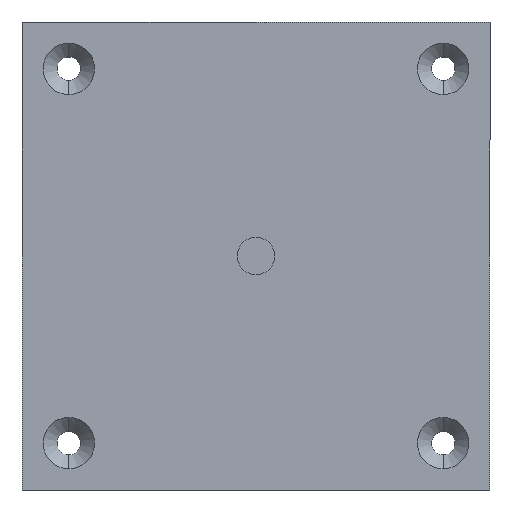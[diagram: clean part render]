
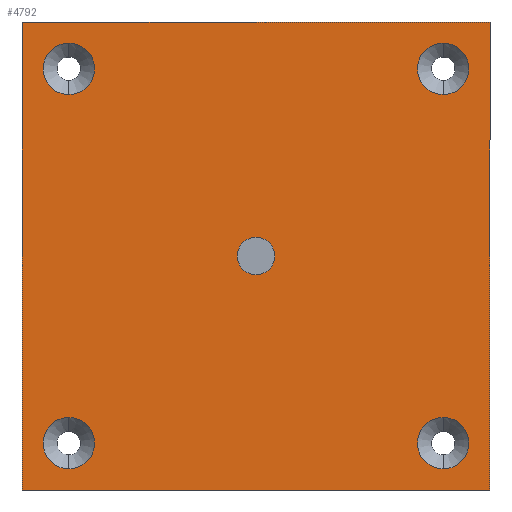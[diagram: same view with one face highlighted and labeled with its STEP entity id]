
A CAD part, front view. The second image highlights one B-rep face of the part: STEP entity #4792.
In plain terms, the highlighted planar face has unit normal (0, -1, 0).
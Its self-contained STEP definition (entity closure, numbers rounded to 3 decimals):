
#16543 = CIRCLE ( 'NONE', #16544, 5.5 ) ;
#16544 = AXIS2_PLACEMENT_3D ( 'NONE', #16545, #16546, #16547 ) ;
#16545 = CARTESIAN_POINT ( 'NONE',  ( -40., 0., -40. ) ) ;
#16546 = DIRECTION ( 'NONE',  ( 0., 1., 0. ) ) ;
#16547 = DIRECTION ( 'NONE',  ( 0., 0., 1. ) ) ;
#229 = VERTEX_POINT ( 'NONE', #7112 ) ;
#16676 = EDGE_CURVE ( 'NONE', #16907, #17153, #4026, .T. ) ;
#16781 = EDGE_CURVE ( 'NONE', #15101, #16312, #4120, .T. ) ;
#16794 = LINE ( 'NONE', #16795, #16796 ) ;
#16795 = CARTESIAN_POINT ( 'NONE',  ( -50., 0., -50. ) ) ;
#16796 = VECTOR ( 'NONE', #16797, 1000. ) ;
#16797 = DIRECTION ( 'NONE',  ( -1., 0., 0. ) ) ;
#16802 = EDGE_CURVE ( 'NONE', #6243, #10882, #4125, .T. ) ;
#16907 = VERTEX_POINT ( 'NONE', #4272 ) ;
#16911 = VERTEX_POINT ( 'NONE', #4279 ) ;
#542 = ORIENTED_EDGE ( 'NONE', *, *, #9982, .T. ) ;
#16958 = ORIENTED_EDGE ( 'NONE', *, *, #2591, .T. ) ;
#768 = EDGE_CURVE ( 'NONE', #229, #1022, #7595, .T. ) ;
#17153 = VERTEX_POINT ( 'NONE', #4479 ) ;
#885 = ORIENTED_EDGE ( 'NONE', *, *, #17659, .T. ) ;
#17332 = ORIENTED_EDGE ( 'NONE', *, *, #14994, .T. ) ;
#17350 = VERTEX_POINT ( 'NONE', #4680 ) ;
#1022 = VERTEX_POINT ( 'NONE', #7811 ) ;
#17659 = EDGE_CURVE ( 'NONE', #16911, #1422, #5067, .T. ) ;
#17660 = ORIENTED_EDGE ( 'NONE', *, *, #4086, .T. ) ;
#1422 = VERTEX_POINT ( 'NONE', #8357 ) ;
#17919 = CIRCLE ( 'NONE', #17920, 5.5 ) ;
#17920 = AXIS2_PLACEMENT_3D ( 'NONE', #17921, #17922, #17923 ) ;
#17921 = CARTESIAN_POINT ( 'NONE',  ( 40., 0., 40. ) ) ;
#17922 = DIRECTION ( 'NONE',  ( 0., 1., 0. ) ) ;
#17923 = DIRECTION ( 'NONE',  ( 0., 0., 1. ) ) ;
#18458 = CARTESIAN_POINT ( 'NONE',  ( 0., 0., -4. ) ) ;
#18500 = EDGE_CURVE ( 'NONE', #17153, #229, #5899, .T. ) ;
#2480 = CIRCLE ( 'NONE', #2481, 5.5 ) ;
#2481 = AXIS2_PLACEMENT_3D ( 'NONE', #2482, #2483, #2493 ) ;
#2482 = CARTESIAN_POINT ( 'NONE',  ( 40., 0., -40. ) ) ;
#2483 = DIRECTION ( 'NONE',  ( 0., 1., 0. ) ) ;
#2493 = DIRECTION ( 'NONE',  ( 0., 0., 1. ) ) ;
#2573 = ORIENTED_EDGE ( 'NONE', *, *, #18500, .F. ) ;
#2591 = EDGE_CURVE ( 'NONE', #5994, #6074, #9691, .T. ) ;
#2900 = CIRCLE ( 'NONE', #2901, 5.5 ) ;
#2901 = AXIS2_PLACEMENT_3D ( 'NONE', #2902, #2903, #2904 ) ;
#2902 = CARTESIAN_POINT ( 'NONE',  ( -40., 0., -40. ) ) ;
#2903 = DIRECTION ( 'NONE',  ( 0., 1., 0. ) ) ;
#2904 = DIRECTION ( 'NONE',  ( 0., 0., 1. ) ) ;
#2966 = CARTESIAN_POINT ( 'NONE',  ( -40., 0., 45.5 ) ) ;
#3448 = CARTESIAN_POINT ( 'NONE',  ( -40., 0., -45.5 ) ) ;
#3845 = CARTESIAN_POINT ( 'NONE',  ( -40., 0., 34.5 ) ) ;
#4026 = LINE ( 'NONE', #4027, #4028 ) ;
#4027 = CARTESIAN_POINT ( 'NONE',  ( -50., 0., -50. ) ) ;
#4028 = VECTOR ( 'NONE', #4029, 1000. ) ;
#4029 = DIRECTION ( 'NONE',  ( 0., 0., 1. ) ) ;
#4086 = EDGE_CURVE ( 'NONE', #16312, #15101, #11545, .T. ) ;
#4120 = CIRCLE ( 'NONE', #4121, 5.5 ) ;
#4121 = AXIS2_PLACEMENT_3D ( 'NONE', #4122, #4123, #4124 ) ;
#4122 = CARTESIAN_POINT ( 'NONE',  ( -40., 0., 40. ) ) ;
#4123 = DIRECTION ( 'NONE',  ( 0., 1., 0. ) ) ;
#4124 = DIRECTION ( 'NONE',  ( 0., 0., 1. ) ) ;
#4125 = CIRCLE ( 'NONE', #4126, 4. ) ;
#4126 = AXIS2_PLACEMENT_3D ( 'NONE', #4127, #4128, #4129 ) ;
#4127 = CARTESIAN_POINT ( 'NONE',  ( 0., 0., 0. ) ) ;
#4128 = DIRECTION ( 'NONE',  ( 0., -1., 0. ) ) ;
#4129 = DIRECTION ( 'NONE',  ( 0., 0., -1. ) ) ;
#4272 = CARTESIAN_POINT ( 'NONE',  ( -50., 0., -50. ) ) ;
#4279 = CARTESIAN_POINT ( 'NONE',  ( 40., 0., 45.5 ) ) ;
#4479 = CARTESIAN_POINT ( 'NONE',  ( -50., 0., 50. ) ) ;
#4569 = EDGE_LOOP ( 'NONE', ( #6744, #16958 ) ) ;
#4680 = CARTESIAN_POINT ( 'NONE',  ( -40., 0., -34.5 ) ) ;
#4792 = ADVANCED_FACE ( 'NONE', ( #12409, #12410, #12411, #12412, #12413, #12414 ), #12436, .F. ) ;
#5067 = CIRCLE ( 'NONE', #5068, 5.5 ) ;
#5068 = AXIS2_PLACEMENT_3D ( 'NONE', #5069, #5070, #5071 ) ;
#5069 = CARTESIAN_POINT ( 'NONE',  ( 40., 0., 40. ) ) ;
#5070 = DIRECTION ( 'NONE',  ( 0., 1., 0. ) ) ;
#5071 = DIRECTION ( 'NONE',  ( 0., 0., 1. ) ) ;
#5899 = LINE ( 'NONE', #5900, #5901 ) ;
#5900 = CARTESIAN_POINT ( 'NONE',  ( -50., 0., 50. ) ) ;
#5901 = VECTOR ( 'NONE', #5902, 1000. ) ;
#5902 = DIRECTION ( 'NONE',  ( 1., 0., 0. ) ) ;
#5994 = VERTEX_POINT ( 'NONE', #13496 ) ;
#6032 = ORIENTED_EDGE ( 'NONE', *, *, #6818, .F. ) ;
#6074 = VERTEX_POINT ( 'NONE', #13719 ) ;
#6122 = ORIENTED_EDGE ( 'NONE', *, *, #16676, .F. ) ;
#6243 = VERTEX_POINT ( 'NONE', #14113 ) ;
#6435 = EDGE_LOOP ( 'NONE', ( #6032, #6899 ) ) ;
#6744 = ORIENTED_EDGE ( 'NONE', *, *, #14401, .T. ) ;
#6808 = ORIENTED_EDGE ( 'NONE', *, *, #16781, .T. ) ;
#6818 = EDGE_CURVE ( 'NONE', #10882, #6243, #15685, .T. ) ;
#6899 = ORIENTED_EDGE ( 'NONE', *, *, #16802, .F. ) ;
#7112 = CARTESIAN_POINT ( 'NONE',  ( 50., 0., 50. ) ) ;
#7257 = EDGE_LOOP ( 'NONE', ( #6122, #11360, #11851, #2573 ) ) ;
#7526 = EDGE_LOOP ( 'NONE', ( #17332, #7628 ) ) ;
#7595 = LINE ( 'NONE', #7596, #7597 ) ;
#7596 = CARTESIAN_POINT ( 'NONE',  ( 50., 0., -50. ) ) ;
#7597 = VECTOR ( 'NONE', #7598, 1000. ) ;
#7598 = DIRECTION ( 'NONE',  ( 0., 0., -1. ) ) ;
#7628 = ORIENTED_EDGE ( 'NONE', *, *, #7914, .T. ) ;
#7811 = CARTESIAN_POINT ( 'NONE',  ( 50., 0., -50. ) ) ;
#7914 = EDGE_CURVE ( 'NONE', #17350, #15790, #16543, .T. ) ;
#8273 = EDGE_CURVE ( 'NONE', #1022, #16907, #16794, .T. ) ;
#8357 = CARTESIAN_POINT ( 'NONE',  ( 40., 0., 34.5 ) ) ;
#9691 = CIRCLE ( 'NONE', #9692, 5.5 ) ;
#9692 = AXIS2_PLACEMENT_3D ( 'NONE', #9693, #9694, #9695 ) ;
#9693 = CARTESIAN_POINT ( 'NONE',  ( 40., 0., -40. ) ) ;
#9694 = DIRECTION ( 'NONE',  ( 0., 1., 0. ) ) ;
#9695 = DIRECTION ( 'NONE',  ( 0., 0., 1. ) ) ;
#9982 = EDGE_CURVE ( 'NONE', #1422, #16911, #17919, .T. ) ;
#10046 = EDGE_LOOP ( 'NONE', ( #542, #885 ) ) ;
#10882 = VERTEX_POINT ( 'NONE', #18458 ) ;
#11008 = EDGE_LOOP ( 'NONE', ( #17660, #6808 ) ) ;
#11360 = ORIENTED_EDGE ( 'NONE', *, *, #8273, .F. ) ;
#11545 = CIRCLE ( 'NONE', #11546, 5.5 ) ;
#11546 = AXIS2_PLACEMENT_3D ( 'NONE', #11547, #11548, #11549 ) ;
#11547 = CARTESIAN_POINT ( 'NONE',  ( -40., 0., 40. ) ) ;
#11548 = DIRECTION ( 'NONE',  ( 0., 1., 0. ) ) ;
#11549 = DIRECTION ( 'NONE',  ( 0., 0., 1. ) ) ;
#11851 = ORIENTED_EDGE ( 'NONE', *, *, #768, .F. ) ;
#12409 = FACE_BOUND ( 'NONE', #11008, .T. ) ;
#12410 = FACE_BOUND ( 'NONE', #7526, .T. ) ;
#12411 = FACE_BOUND ( 'NONE', #4569, .T. ) ;
#12412 = FACE_BOUND ( 'NONE', #10046, .T. ) ;
#12413 = FACE_BOUND ( 'NONE', #6435, .T. ) ;
#12414 = FACE_OUTER_BOUND ( 'NONE', #7257, .T. ) ;
#12436 = PLANE ( 'NONE',  #12437 ) ;
#12437 = AXIS2_PLACEMENT_3D ( 'NONE', #12438, #12439, #12440 ) ;
#12438 = CARTESIAN_POINT ( 'NONE',  ( -50., 0., 50. ) ) ;
#12439 = DIRECTION ( 'NONE',  ( 0., 1., 0. ) ) ;
#12440 = DIRECTION ( 'NONE',  ( 0., 0., 1. ) ) ;
#13496 = CARTESIAN_POINT ( 'NONE',  ( 40., 0., -34.5 ) ) ;
#13719 = CARTESIAN_POINT ( 'NONE',  ( 40., 0., -45.5 ) ) ;
#14113 = CARTESIAN_POINT ( 'NONE',  ( 0., 0., 4. ) ) ;
#14401 = EDGE_CURVE ( 'NONE', #6074, #5994, #2480, .T. ) ;
#14994 = EDGE_CURVE ( 'NONE', #15790, #17350, #2900, .T. ) ;
#15101 = VERTEX_POINT ( 'NONE', #2966 ) ;
#15685 = CIRCLE ( 'NONE', #15686, 4. ) ;
#15686 = AXIS2_PLACEMENT_3D ( 'NONE', #15687, #15688, #15689 ) ;
#15687 = CARTESIAN_POINT ( 'NONE',  ( 0., 0., 0. ) ) ;
#15688 = DIRECTION ( 'NONE',  ( 0., -1., 0. ) ) ;
#15689 = DIRECTION ( 'NONE',  ( 0., 0., -1. ) ) ;
#15790 = VERTEX_POINT ( 'NONE', #3448 ) ;
#16312 = VERTEX_POINT ( 'NONE', #3845 ) ;
